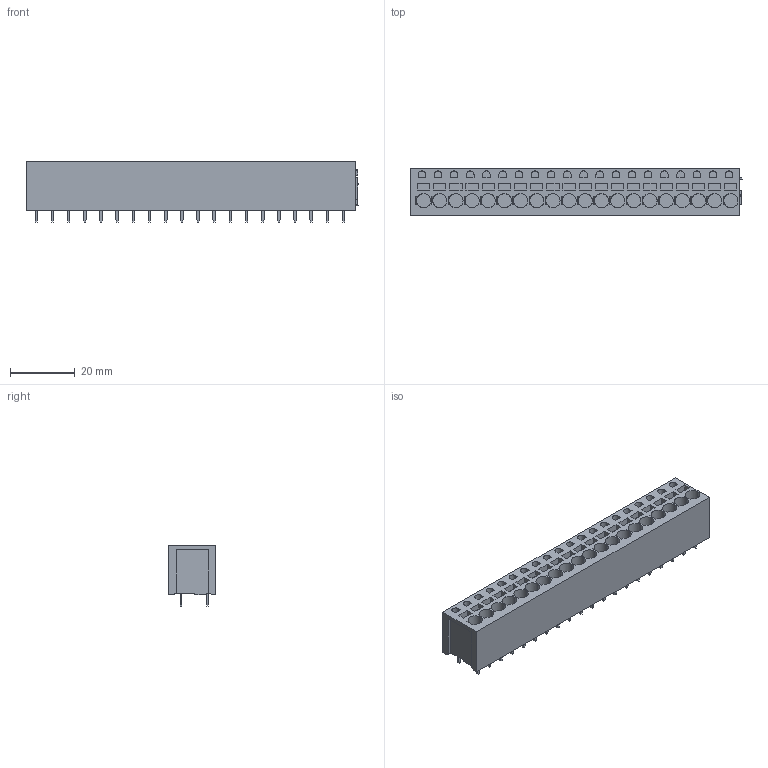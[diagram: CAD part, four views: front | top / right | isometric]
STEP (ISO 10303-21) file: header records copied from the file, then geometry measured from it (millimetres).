
FILE_DESCRIPTION(('CATIA V5 STEP Exchange','CAx-IF Rec.Pracs.--- Model Styling and Organization---1.4--- 2014-01-23'),'2;1');
FILE_NAME ('261118-3_2', '2022-08-11T06:53:48+00:00', ('none'), ('Weidmueller'), 'CATIA Version 5-6 Release 2016 SP3 HF44', 'CATIA V5 STEP AP214', 'none');
FILE_SCHEMA(('AUTOMOTIVE_DESIGN { 1 0 10303 214 1 1 1 1 }'));
Length unit declared in the file: millimetre
Products named in the file (1): 1425740000
Bounding box: 102.65 x 14.8 x 18.7 mm (x, y, z)
Volume: 20076 mm3; surface area: 10317.5 mm2
Topology: 41 solids, 41 shells, 766 faces, 1868 edges, 1247 vertices
Faces by surface type: plane 645, cylinder 121
Entity records: 21610 total; most frequent: CARTESIAN_POINT 3921, ORIENTED_EDGE 3736, DIRECTION 2969, EDGE_CURVE 1868, VECTOR 1586, LINE 1586, VERTEX_POINT 1247, EDGE_LOOP 829
